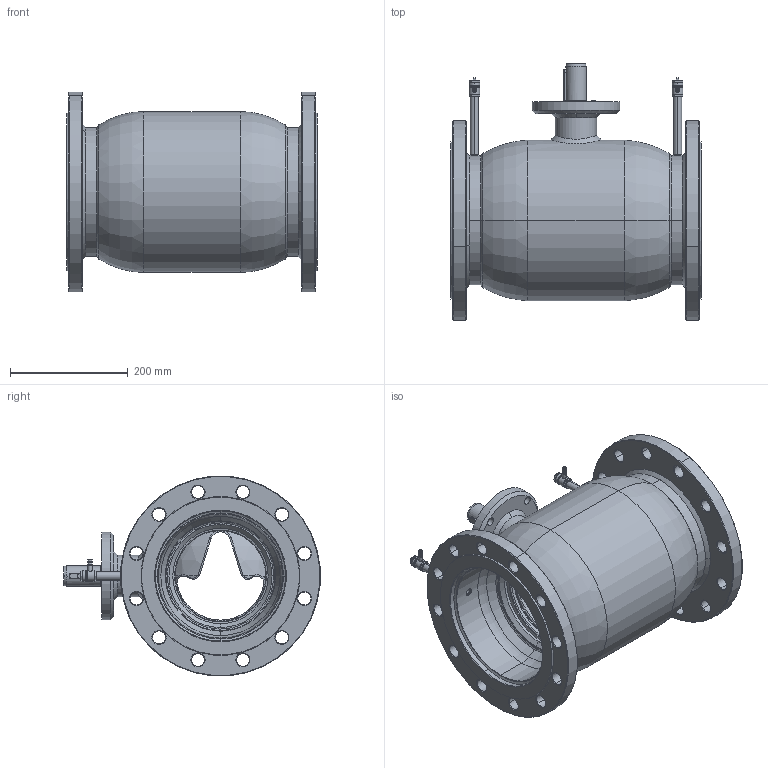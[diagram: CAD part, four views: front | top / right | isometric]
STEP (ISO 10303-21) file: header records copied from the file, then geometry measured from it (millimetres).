
FILE_DESCRIPTION (( 'STEP AP203' ), '1' );
FILE_NAME ('243200.STEP', '2012-10-04T09:49:26', ( 'CAD' ), ( 'Hewlett-Packard Company' ), 'SwSTEP 2.0', 'SolidWorks 2010', '' );
FILE_SCHEMA (( 'CONFIG_CONTROL_DESIGN' ));
Length unit declared in the file: millimetre
Products named in the file (1): 243200
Bounding box: 425 x 435.35 x 338.71 mm (x, y, z)
Surface area: 1125819.7 mm2 (no closed solid volume)
Topology: 0 solids, 56 shells, 559 faces, 1541 edges, 996 vertices
Faces by surface type: cone 250, cylinder 169, plane 86, torus 32, bspline 14, sphere 8
Entity records: 25412 total; most frequent: CARTESIAN_POINT 11085, DIRECTION 3199, ORIENTED_EDGE 2663, EDGE_CURVE 1533, AXIS2_PLACEMENT_3D 1354, VERTEX_POINT 992, CIRCLE 808, EDGE_LOOP 654
